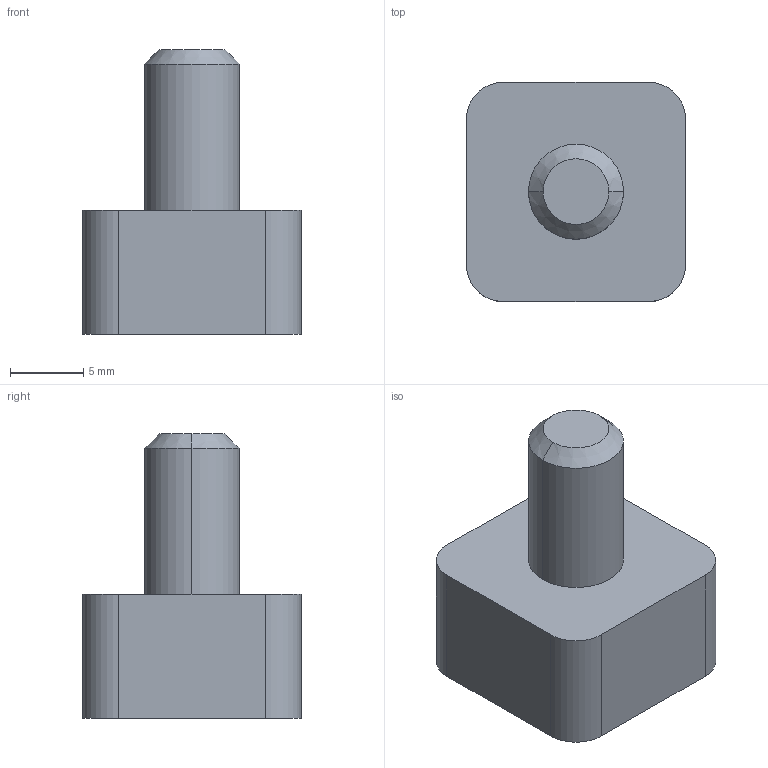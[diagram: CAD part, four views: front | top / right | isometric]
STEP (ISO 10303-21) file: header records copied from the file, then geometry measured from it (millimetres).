
FILE_DESCRIPTION (( 'STEP AP214' ), '1' );
FILE_NAME ('End Effector.STEP', '2023-12-13T17:34:46', ( '' ), ( '' ), 'SwSTEP 2.0', 'SolidWorks 2023', '' );
FILE_SCHEMA (( 'AUTOMOTIVE_DESIGN' ));
Length unit declared in the file: millimetre
Products named in the file (1): End Effector
Bounding box: 15 x 15 x 19.5 mm (x, y, z)
Volume: 1783.9 mm3; surface area: 1264.1 mm2
Topology: 1 solids, 1 shells, 28 faces, 70 edges, 46 vertices
Faces by surface type: cylinder 14, plane 12, cone 2
Entity records: 871 total; most frequent: DIRECTION 158, CARTESIAN_POINT 145, ORIENTED_EDGE 140, EDGE_CURVE 70, AXIS2_PLACEMENT_3D 59, VERTEX_POINT 46, LINE 40, VECTOR 40
